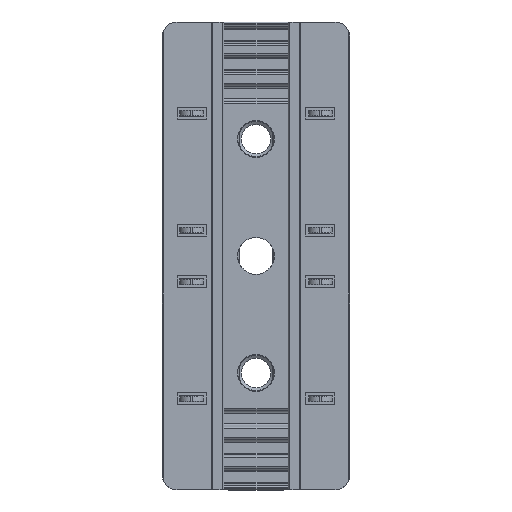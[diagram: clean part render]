
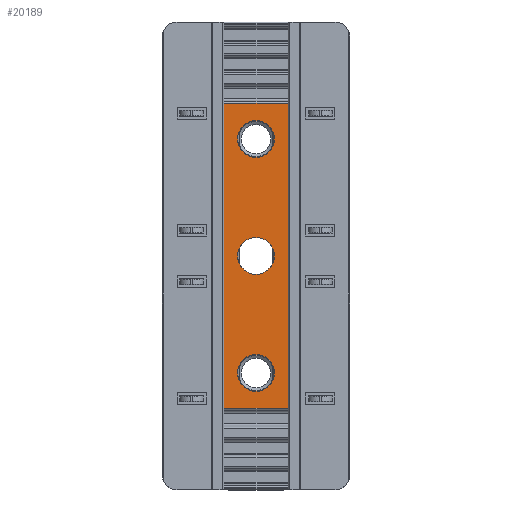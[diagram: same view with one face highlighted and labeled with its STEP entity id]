
A CAD part, top view. The second image highlights one B-rep face of the part: STEP entity #20189.
In plain terms, the highlighted planar face has unit normal (0, 0, 1).
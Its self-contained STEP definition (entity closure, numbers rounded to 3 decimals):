
#526 = CARTESIAN_POINT ( 'NONE',  ( 0., 20., 3. ) ) ;
#545 = AXIS2_PLACEMENT_3D ( 'NONE', #15132, #5304, #5234 ) ;
#676 = VERTEX_POINT ( 'NONE', #5271 ) ;
#717 = CARTESIAN_POINT ( 'NONE',  ( 3.15, 20., 3. ) ) ;
#1861 = EDGE_LOOP ( 'NONE', ( #6173, #15757 ) ) ;
#1975 = CIRCLE ( 'NONE', #545, 3.15 ) ;
#1989 = DIRECTION ( 'NONE',  ( 1., 0., 0. ) ) ;
#2034 = VERTEX_POINT ( 'NONE', #17193 ) ;
#2207 = CARTESIAN_POINT ( 'NONE',  ( 5.5, 26.066, 3. ) ) ;
#2289 = AXIS2_PLACEMENT_3D ( 'NONE', #18239, #8562, #1989 ) ;
#2490 = DIRECTION ( 'NONE',  ( 0., -1., 0. ) ) ;
#2639 = DIRECTION ( 'NONE',  ( 1., 0., 0. ) ) ;
#2862 = ORIENTED_EDGE ( 'NONE', *, *, #3040, .T. ) ;
#3008 = DIRECTION ( 'NONE',  ( -1., 0., 0. ) ) ;
#3040 = EDGE_CURVE ( 'NONE', #8531, #5668, #9729, .T. ) ;
#3153 = DIRECTION ( 'NONE',  ( 0., 0., -1. ) ) ;
#3801 = DIRECTION ( 'NONE',  ( 0., 0., -1. ) ) ;
#3958 = CIRCLE ( 'NONE', #18777, 3.15 ) ;
#4314 = EDGE_LOOP ( 'NONE', ( #9815, #5156 ) ) ;
#4737 = VECTOR ( 'NONE', #2490, 1000. ) ;
#4994 = CARTESIAN_POINT ( 'NONE',  ( 3.15, -20., 3. ) ) ;
#5084 = ORIENTED_EDGE ( 'NONE', *, *, #5914, .F. ) ;
#5156 = ORIENTED_EDGE ( 'NONE', *, *, #19111, .T. ) ;
#5234 = DIRECTION ( 'NONE',  ( 1., 0., 0. ) ) ;
#5271 = CARTESIAN_POINT ( 'NONE',  ( -3.15, 20., 3. ) ) ;
#5304 = DIRECTION ( 'NONE',  ( 0., 0., -1. ) ) ;
#5320 = EDGE_CURVE ( 'NONE', #5668, #8531, #1975, .T. ) ;
#5668 = VERTEX_POINT ( 'NONE', #4994 ) ;
#5914 = EDGE_CURVE ( 'NONE', #2034, #9149, #14899, .T. ) ;
#6173 = ORIENTED_EDGE ( 'NONE', *, *, #14133, .T. ) ;
#6287 = PLANE ( 'NONE',  #14888 ) ;
#6472 = EDGE_LOOP ( 'NONE', ( #13090, #5084, #19301, #14743 ) ) ;
#6917 = CARTESIAN_POINT ( 'NONE',  ( -5.5, 26.066, 3. ) ) ;
#7309 = CARTESIAN_POINT ( 'NONE',  ( 0., -26.066, 3. ) ) ;
#7420 = FACE_BOUND ( 'NONE', #1861, .T. ) ;
#7445 = CARTESIAN_POINT ( 'NONE',  ( 0., 0., 3. ) ) ;
#8531 = VERTEX_POINT ( 'NONE', #13751 ) ;
#8562 = DIRECTION ( 'NONE',  ( 0., 0., -1. ) ) ;
#8993 = FACE_BOUND ( 'NONE', #17028, .T. ) ;
#9030 = DIRECTION ( 'NONE',  ( 0., 0., -1. ) ) ;
#9149 = VERTEX_POINT ( 'NONE', #6917 ) ;
#9503 = VERTEX_POINT ( 'NONE', #17952 ) ;
#9705 = CARTESIAN_POINT ( 'NONE',  ( 0., 0., 3. ) ) ;
#9707 = LINE ( 'NONE', #7309, #14358 ) ;
#9729 = CIRCLE ( 'NONE', #18335, 3.15 ) ;
#9815 = ORIENTED_EDGE ( 'NONE', *, *, #13692, .T. ) ;
#9910 = CARTESIAN_POINT ( 'NONE',  ( -5.5, 0., 3. ) ) ;
#10762 = CARTESIAN_POINT ( 'NONE',  ( 0., -20., 3. ) ) ;
#10810 = EDGE_CURVE ( 'NONE', #676, #13846, #3958, .T. ) ;
#10880 = ORIENTED_EDGE ( 'NONE', *, *, #5320, .T. ) ;
#11482 = CARTESIAN_POINT ( 'NONE',  ( 0., 20., 3. ) ) ;
#11851 = EDGE_CURVE ( 'NONE', #9149, #16013, #18149, .T. ) ;
#11884 = DIRECTION ( 'NONE',  ( 1., 0., 0. ) ) ;
#11988 = VERTEX_POINT ( 'NONE', #19246 ) ;
#12444 = AXIS2_PLACEMENT_3D ( 'NONE', #11482, #21048, #16476 ) ;
#12710 = DIRECTION ( 'NONE',  ( 0., 1., 0. ) ) ;
#13090 = ORIENTED_EDGE ( 'NONE', *, *, #11851, .F. ) ;
#13692 = EDGE_CURVE ( 'NONE', #16440, #9503, #20908, .T. ) ;
#13751 = CARTESIAN_POINT ( 'NONE',  ( -3.15, -20., 3. ) ) ;
#13846 = VERTEX_POINT ( 'NONE', #717 ) ;
#13862 = VECTOR ( 'NONE', #12710, 1000. ) ;
#14008 = EDGE_CURVE ( 'NONE', #11988, #2034, #9707, .T. ) ;
#14133 = EDGE_CURVE ( 'NONE', #13846, #676, #15104, .T. ) ;
#14200 = DIRECTION ( 'NONE',  ( 1., 0., 0. ) ) ;
#14358 = VECTOR ( 'NONE', #18934, 1000. ) ;
#14743 = ORIENTED_EDGE ( 'NONE', *, *, #17094, .F. ) ;
#14888 = AXIS2_PLACEMENT_3D ( 'NONE', #9705, #3153, #3008 ) ;
#14899 = LINE ( 'NONE', #9910, #13862 ) ;
#15104 = CIRCLE ( 'NONE', #12444, 3.15 ) ;
#15132 = CARTESIAN_POINT ( 'NONE',  ( 0., -20., 3. ) ) ;
#15566 = DIRECTION ( 'NONE',  ( 1., 0., 0. ) ) ;
#15757 = ORIENTED_EDGE ( 'NONE', *, *, #10810, .T. ) ;
#15842 = DIRECTION ( 'NONE',  ( 0., 0., -1. ) ) ;
#15859 = CARTESIAN_POINT ( 'NONE',  ( 0., 26.066, 3. ) ) ;
#16013 = VERTEX_POINT ( 'NONE', #2207 ) ;
#16211 = AXIS2_PLACEMENT_3D ( 'NONE', #7445, #15842, #15566 ) ;
#16440 = VERTEX_POINT ( 'NONE', #17862 ) ;
#16476 = DIRECTION ( 'NONE',  ( 1., 0., 0. ) ) ;
#16499 = LINE ( 'NONE', #20188, #4737 ) ;
#17028 = EDGE_LOOP ( 'NONE', ( #10880, #2862 ) ) ;
#17094 = EDGE_CURVE ( 'NONE', #16013, #11988, #16499, .T. ) ;
#17149 = VECTOR ( 'NONE', #2639, 1000. ) ;
#17193 = CARTESIAN_POINT ( 'NONE',  ( -5.5, -26.066, 3. ) ) ;
#17666 = FACE_BOUND ( 'NONE', #4314, .T. ) ;
#17862 = CARTESIAN_POINT ( 'NONE',  ( 3.15, 0., 3. ) ) ;
#17952 = CARTESIAN_POINT ( 'NONE',  ( -3.15, 0., 3. ) ) ;
#18149 = LINE ( 'NONE', #15859, #17149 ) ;
#18239 = CARTESIAN_POINT ( 'NONE',  ( 0., 0., 3. ) ) ;
#18335 = AXIS2_PLACEMENT_3D ( 'NONE', #10762, #9030, #14200 ) ;
#18777 = AXIS2_PLACEMENT_3D ( 'NONE', #526, #3801, #11884 ) ;
#18934 = DIRECTION ( 'NONE',  ( -1., 0., 0. ) ) ;
#19111 = EDGE_CURVE ( 'NONE', #9503, #16440, #19475, .T. ) ;
#19246 = CARTESIAN_POINT ( 'NONE',  ( 5.5, -26.066, 3. ) ) ;
#19301 = ORIENTED_EDGE ( 'NONE', *, *, #14008, .F. ) ;
#19475 = CIRCLE ( 'NONE', #16211, 3.15 ) ;
#20188 = CARTESIAN_POINT ( 'NONE',  ( 5.5, 0., 3. ) ) ;
#20189 = ADVANCED_FACE ( 'NONE', ( #17666, #7420, #8993, #20212 ), #6287, .F. ) ;
#20212 = FACE_OUTER_BOUND ( 'NONE', #6472, .T. ) ;
#20908 = CIRCLE ( 'NONE', #2289, 3.15 ) ;
#21048 = DIRECTION ( 'NONE',  ( 0., 0., -1. ) ) ;
